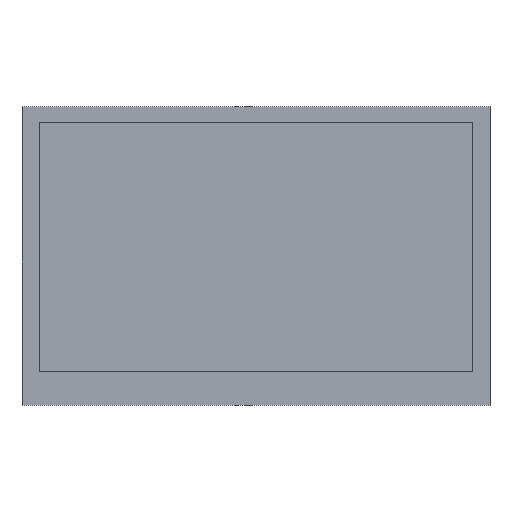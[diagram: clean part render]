
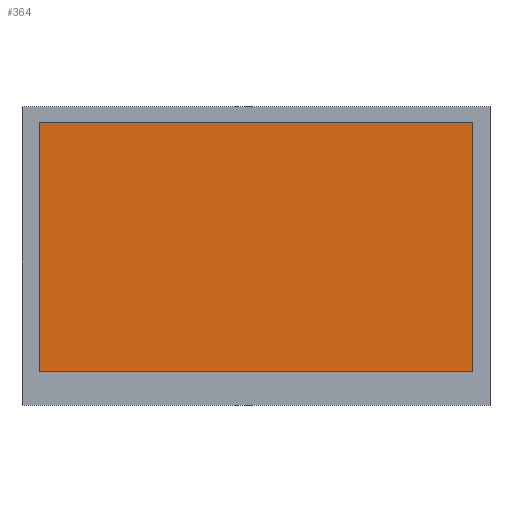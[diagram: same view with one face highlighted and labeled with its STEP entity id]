
A CAD part, top view. The second image highlights one B-rep face of the part: STEP entity #364.
In plain terms, the highlighted planar face has unit normal (0, 0, 1).
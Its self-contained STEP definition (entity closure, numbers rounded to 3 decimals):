
#30=FACE_OUTER_BOUND('',#50,.T.);
#50=EDGE_LOOP('',(#260,#261,#262,#263));
#70=LINE('',#520,#118);
#73=LINE('',#526,#121);
#76=LINE('',#532,#124);
#79=LINE('',#536,#127);
#118=VECTOR('',#425,10.);
#121=VECTOR('',#430,10.);
#124=VECTOR('',#435,10.);
#127=VECTOR('',#440,10.);
#166=VERTEX_POINT('',#517);
#167=VERTEX_POINT('',#519);
#169=VERTEX_POINT('',#525);
#171=VERTEX_POINT('',#531);
#198=EDGE_CURVE('',#167,#166,#70,.T.);
#201=EDGE_CURVE('',#169,#167,#73,.T.);
#204=EDGE_CURVE('',#171,#169,#76,.T.);
#207=EDGE_CURVE('',#166,#171,#79,.T.);
#260=ORIENTED_EDGE('',*,*,#207,.T.);
#261=ORIENTED_EDGE('',*,*,#204,.T.);
#262=ORIENTED_EDGE('',*,*,#201,.T.);
#263=ORIENTED_EDGE('',*,*,#198,.T.);
#344=PLANE('',#400);
#364=ADVANCED_FACE('',(#30),#344,.T.);
#400=AXIS2_PLACEMENT_3D('',#537,#441,#442);
#425=DIRECTION('',(0.,-1.,0.));
#430=DIRECTION('',(-1.,0.,0.));
#435=DIRECTION('',(0.,1.,0.));
#440=DIRECTION('',(1.,0.,0.));
#441=DIRECTION('center_axis',(0.,0.,1.));
#442=DIRECTION('ref_axis',(1.,0.,0.));
#517=CARTESIAN_POINT('',(4.,7.5,2.7));
#519=CARTESIAN_POINT('',(4.,63.5,2.7));
#520=CARTESIAN_POINT('',(4.,7.5,2.7));
#525=CARTESIAN_POINT('',(101.,63.5,2.7));
#526=CARTESIAN_POINT('',(4.,63.5,2.7));
#531=CARTESIAN_POINT('',(101.,7.5,2.7));
#532=CARTESIAN_POINT('',(101.,63.5,2.7));
#536=CARTESIAN_POINT('',(101.,7.5,2.7));
#537=CARTESIAN_POINT('Origin',(52.5,35.5,2.7));
